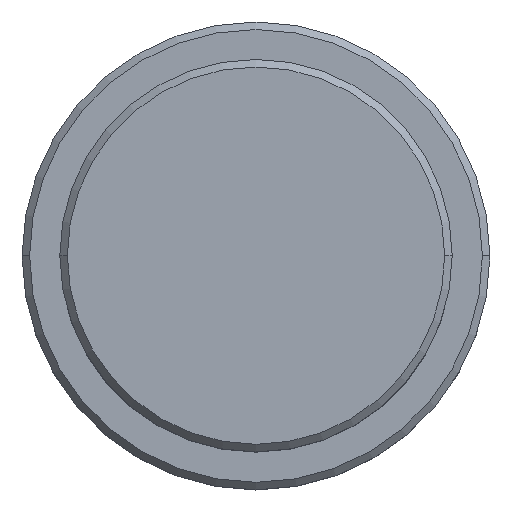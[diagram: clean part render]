
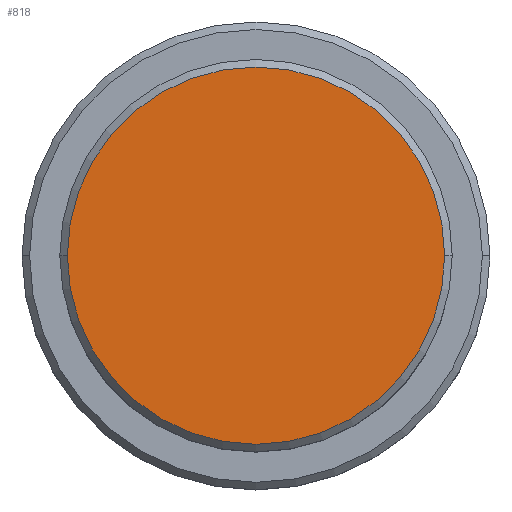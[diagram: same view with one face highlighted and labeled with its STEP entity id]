
A CAD part, top view. The second image highlights one B-rep face of the part: STEP entity #818.
In plain terms, the highlighted planar face has unit normal (0, 0, 1).
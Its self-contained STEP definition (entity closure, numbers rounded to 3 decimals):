
#28 = CARTESIAN_POINT ( 'NONE',  ( 0., 0., 0. ) ) ;
#86 = DIRECTION ( 'NONE',  ( 0., 0., 1. ) ) ;
#249 = EDGE_LOOP ( 'NONE', ( #1336, #1095 ) ) ;
#343 = AXIS2_PLACEMENT_3D ( 'NONE', #1398, #86, #418 ) ;
#418 = DIRECTION ( 'NONE',  ( 1., 0., 0. ) ) ;
#469 = DIRECTION ( 'NONE',  ( 0., 0., 1. ) ) ;
#508 = VERTEX_POINT ( 'NONE', #1309 ) ;
#623 = PLANE ( 'NONE',  #343 ) ;
#635 = FACE_OUTER_BOUND ( 'NONE', #249, .T. ) ;
#660 = CARTESIAN_POINT ( 'NONE',  ( 0., 0., 0. ) ) ;
#718 = EDGE_CURVE ( 'NONE', #508, #1103, #797, .T. ) ;
#797 = CIRCLE ( 'NONE', #1135, 12.5 ) ;
#818 = ADVANCED_FACE ( 'NONE', ( #635 ), #623, .T. ) ;
#902 = DIRECTION ( 'NONE',  ( 1., 0., 0. ) ) ;
#1032 = EDGE_CURVE ( 'NONE', #1103, #508, #1188, .T. ) ;
#1034 = CARTESIAN_POINT ( 'NONE',  ( -12.5, 0., 0. ) ) ;
#1088 = DIRECTION ( 'NONE',  ( 1., 0., 0. ) ) ;
#1094 = AXIS2_PLACEMENT_3D ( 'NONE', #660, #1221, #1088 ) ;
#1095 = ORIENTED_EDGE ( 'NONE', *, *, #718, .T. ) ;
#1103 = VERTEX_POINT ( 'NONE', #1034 ) ;
#1135 = AXIS2_PLACEMENT_3D ( 'NONE', #28, #469, #902 ) ;
#1188 = CIRCLE ( 'NONE', #1094, 12.5 ) ;
#1221 = DIRECTION ( 'NONE',  ( 0., 0., 1. ) ) ;
#1309 = CARTESIAN_POINT ( 'NONE',  ( 12.5, 0., 0. ) ) ;
#1336 = ORIENTED_EDGE ( 'NONE', *, *, #1032, .T. ) ;
#1398 = CARTESIAN_POINT ( 'NONE',  ( 0., 0., 0. ) ) ;
